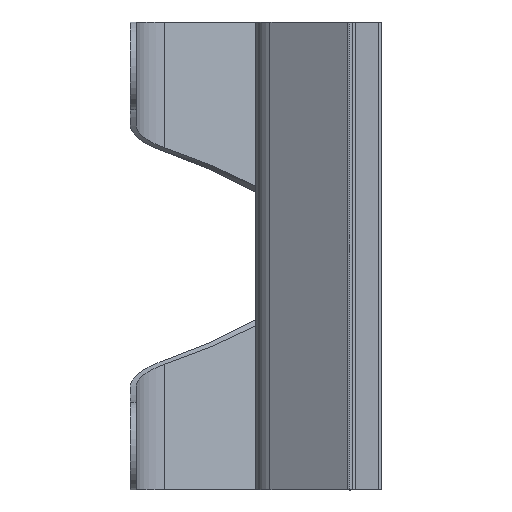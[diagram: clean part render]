
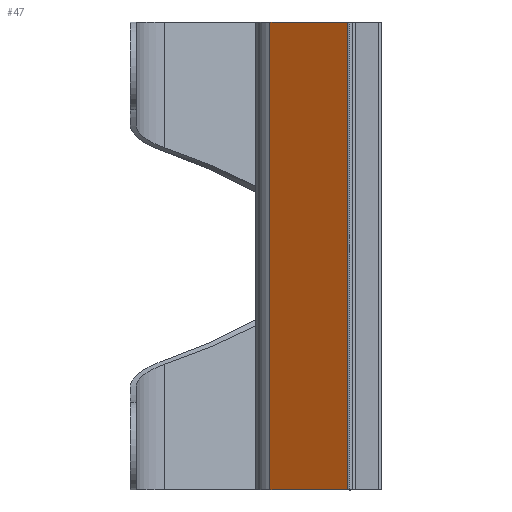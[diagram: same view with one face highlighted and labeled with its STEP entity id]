
A CAD part, left-side view. The second image highlights one B-rep face of the part: STEP entity #47.
In plain terms, the highlighted planar face has unit normal (-0.855, 0.518, 0).
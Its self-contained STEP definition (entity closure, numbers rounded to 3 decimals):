
#10 = VERTEX_POINT ( 'NONE', #224 ) ;
#47 = ADVANCED_FACE ( 'NONE', ( #557 ), #2621, .F. ) ;
#67 = CARTESIAN_POINT ( 'NONE',  ( -0.292, 3.818, 16. ) ) ;
#128 = CARTESIAN_POINT ( 'NONE',  ( -1.908, 1.152, 16. ) ) ;
#224 = CARTESIAN_POINT ( 'NONE',  ( -1.908, 1.152, 16. ) ) ;
#240 = CARTESIAN_POINT ( 'NONE',  ( -1.908, 1.152, 0. ) ) ;
#401 = VERTEX_POINT ( 'NONE', #3755 ) ;
#409 = VECTOR ( 'NONE', #1426, 1000. ) ;
#557 = FACE_OUTER_BOUND ( 'NONE', #1209, .T. ) ;
#598 = EDGE_CURVE ( 'NONE', #401, #3040, #1568, .T. ) ;
#821 = LINE ( 'NONE', #2556, #409 ) ;
#980 = VERTEX_POINT ( 'NONE', #1086 ) ;
#1086 = CARTESIAN_POINT ( 'NONE',  ( -1.908, 1.152, 0. ) ) ;
#1167 = CARTESIAN_POINT ( 'NONE',  ( -1.908, 1.152, 16. ) ) ;
#1209 = EDGE_LOOP ( 'NONE', ( #1911, #2644, #2962, #2802 ) ) ;
#1224 = DIRECTION ( 'NONE',  ( 0., 0., -1. ) ) ;
#1352 = AXIS2_PLACEMENT_3D ( 'NONE', #1167, #2332, #1469 ) ;
#1426 = DIRECTION ( 'NONE',  ( 0., 0., -1. ) ) ;
#1469 = DIRECTION ( 'NONE',  ( 0., 0., -1. ) ) ;
#1568 = LINE ( 'NONE', #67, #2518 ) ;
#1911 = ORIENTED_EDGE ( 'NONE', *, *, #1982, .F. ) ;
#1982 = EDGE_CURVE ( 'NONE', #401, #10, #3278, .T. ) ;
#2037 = VECTOR ( 'NONE', #2849, 1000. ) ;
#2288 = EDGE_CURVE ( 'NONE', #3040, #980, #2298, .T. ) ;
#2298 = LINE ( 'NONE', #240, #2037 ) ;
#2332 = DIRECTION ( 'NONE',  ( 0.855, -0.518, 0. ) ) ;
#2518 = VECTOR ( 'NONE', #1224, 1000. ) ;
#2556 = CARTESIAN_POINT ( 'NONE',  ( -1.908, 1.152, 16. ) ) ;
#2621 = PLANE ( 'NONE',  #1352 ) ;
#2644 = ORIENTED_EDGE ( 'NONE', *, *, #598, .T. ) ;
#2761 = DIRECTION ( 'NONE',  ( -0.518, -0.855, 0. ) ) ;
#2802 = ORIENTED_EDGE ( 'NONE', *, *, #3279, .F. ) ;
#2849 = DIRECTION ( 'NONE',  ( -0.518, -0.855, 0. ) ) ;
#2962 = ORIENTED_EDGE ( 'NONE', *, *, #2288, .T. ) ;
#3040 = VERTEX_POINT ( 'NONE', #3634 ) ;
#3278 = LINE ( 'NONE', #128, #3309 ) ;
#3279 = EDGE_CURVE ( 'NONE', #10, #980, #821, .T. ) ;
#3309 = VECTOR ( 'NONE', #2761, 1000. ) ;
#3634 = CARTESIAN_POINT ( 'NONE',  ( -0.292, 3.818, 0. ) ) ;
#3755 = CARTESIAN_POINT ( 'NONE',  ( -0.292, 3.818, 16. ) ) ;
